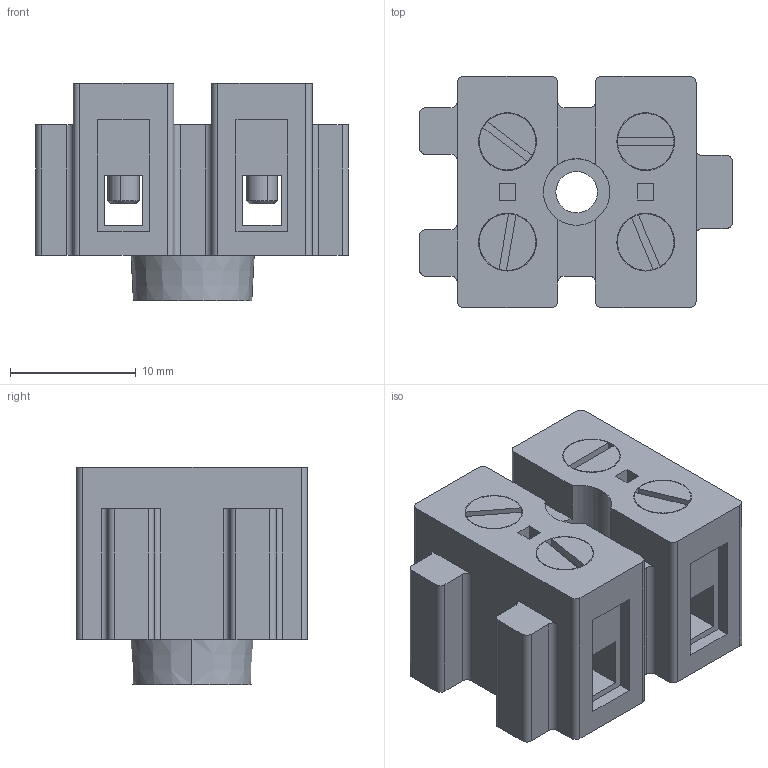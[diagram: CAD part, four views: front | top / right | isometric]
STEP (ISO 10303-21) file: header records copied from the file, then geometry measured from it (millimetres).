
FILE_DESCRIPTION(('STEP AP214'),'1');
FILE_NAME('Miniklemme 2-polig.stp','2014-03-25T12:12:09',(' '),(' '),'Spatial InterOp 3D',' ',' ');
FILE_SCHEMA(('automotive_design'));
Length unit declared in the file: millimetre
Products named in the file (1): 1
Bounding box: 24.9 x 18.4 x 17.3 mm (x, y, z)
Volume: 4187.1 mm3; surface area: 3533.2 mm2
Topology: 1 solids, 1 shells, 187 faces, 463 edges, 309 vertices
Faces by surface type: plane 109, cylinder 68, cone 10
Entity records: 7134 total; most frequent: DIRECTION 1016, CARTESIAN_POINT 960, ORIENTED_EDGE 926, EDGE_CURVE 463, AXIS2_PLACEMENT_3D 365, VERTEX_POINT 309, LINE 286, VECTOR 286
